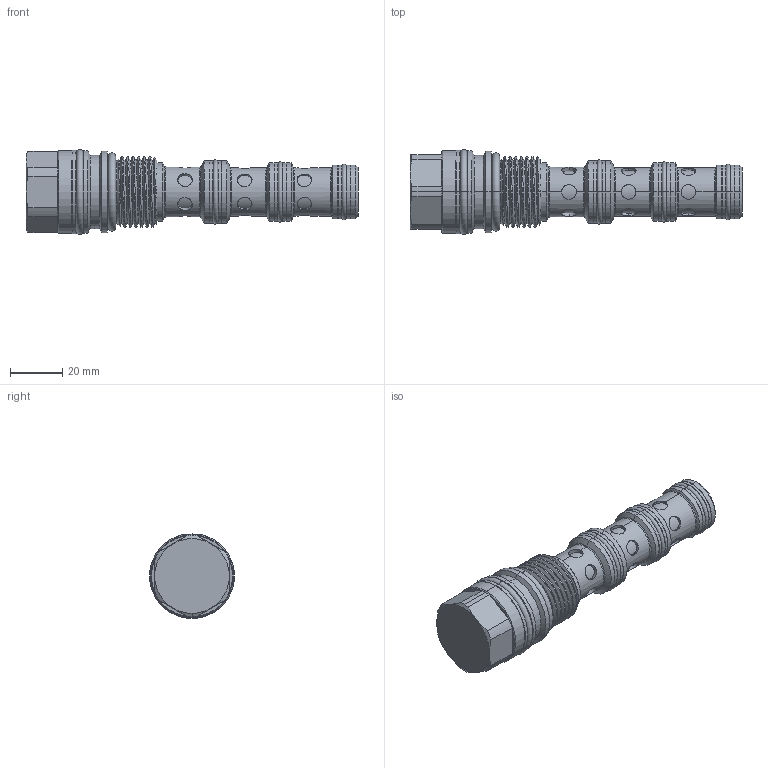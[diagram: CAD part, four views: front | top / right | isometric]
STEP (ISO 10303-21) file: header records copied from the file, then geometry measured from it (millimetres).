
FILE_DESCRIPTION (( 'STEP AP203' ), '1' );
FILE_NAME ('DD12WH5S-N.STEP', '2023-02-17T07:08:51', ( '' ), ( '' ), 'SwSTEP 2.0', 'SolidWorks 2018', '' );
FILE_SCHEMA (( 'CONFIG_CONTROL_DESIGN' ));
Length unit declared in the file: millimetre
Products named in the file (1): DD12WH5S-N
Bounding box: 126.87 x 32.48 x 32.48 mm (x, y, z)
Volume: 56795.5 mm3; surface area: 15027.5 mm2
Topology: 1 solids, 1 shells, 265 faces, 571 edges, 347 vertices
Faces by surface type: cylinder 159, plane 41, cone 38, torus 24, bspline 3
Entity records: 10970 total; most frequent: CARTESIAN_POINT 5258, DIRECTION 1199, ORIENTED_EDGE 1142, EDGE_CURVE 571, AXIS2_PLACEMENT_3D 505, VERTEX_POINT 347, EDGE_LOOP 304, FACE_OUTER_BOUND 265
